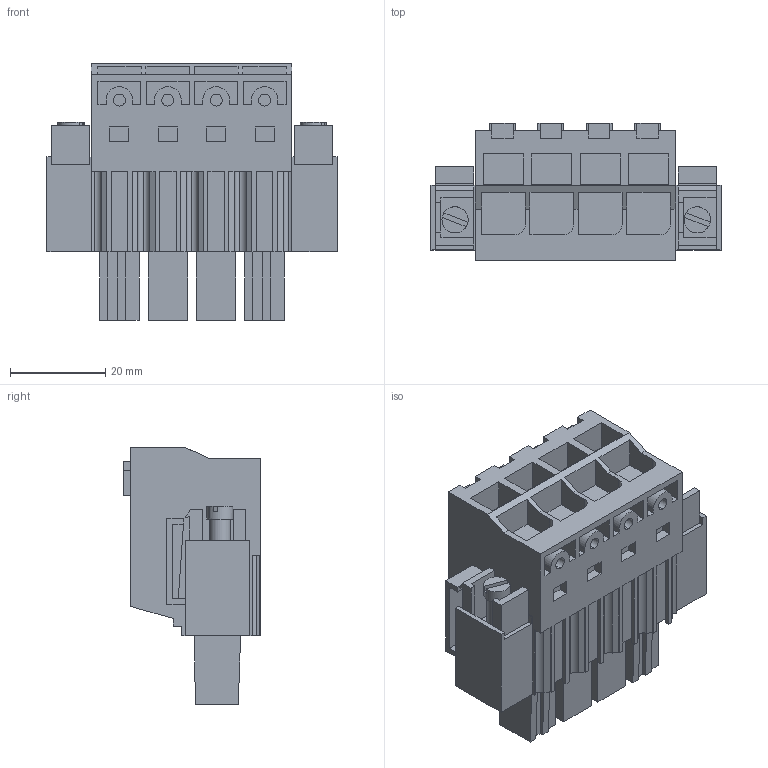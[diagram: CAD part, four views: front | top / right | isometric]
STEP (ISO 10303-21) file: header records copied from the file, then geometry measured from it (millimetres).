
FILE_DESCRIPTION(('CATIA V5 STEP Exchange','CAx-IF Rec.Pracs.--- Model Styling and Organization---1.2---2011-12-15'),'2;1');
FILE_NAME ('D1462883_0_2493360000_2493360000.stp','2017-07-19T08:58:54+00:00',('none'),('Weidmueller'),'CATIA Version 5-6 Release 2014','CATIA V5 STEP AP214','none');
FILE_SCHEMA(('AUTOMOTIVE_DESIGN { 1 0 10303 214 1 1 1 1 }'));
Length unit declared in the file: millimetre
Products named in the file (1): 2493360000
Bounding box: 60.9 x 28.9 x 53.9 mm (x, y, z)
Volume: 44551.6 mm3; surface area: 20644.4 mm2
Topology: 9 solids, 9 shells, 604 faces, 1677 edges, 1122 vertices
Faces by surface type: plane 562, cylinder 42
Entity records: 17955 total; most frequent: ORIENTED_EDGE 3354, CARTESIAN_POINT 3205, DIRECTION 2481, EDGE_CURVE 1677, VECTOR 1573, LINE 1573, VERTEX_POINT 1122, EDGE_LOOP 643
